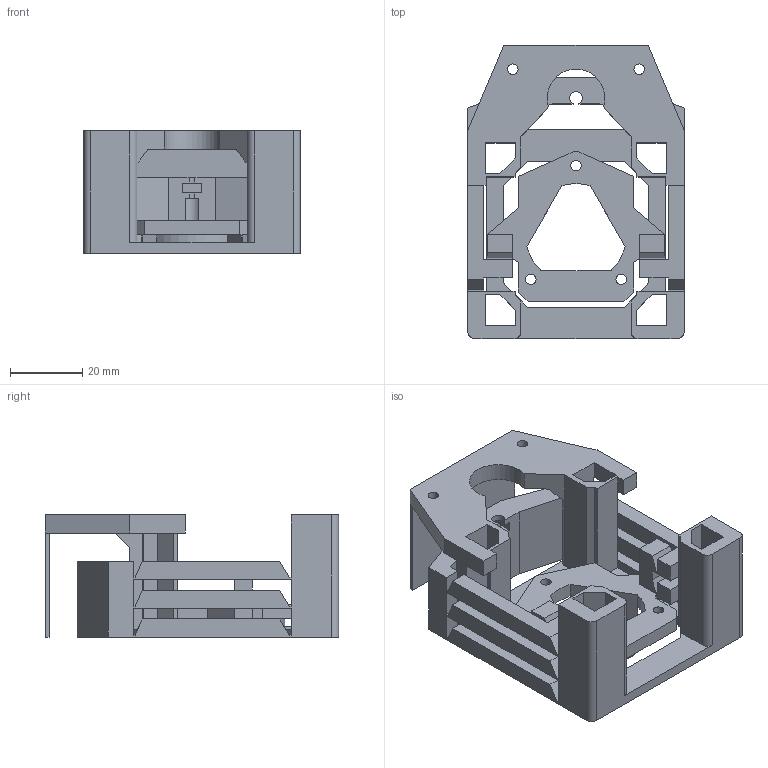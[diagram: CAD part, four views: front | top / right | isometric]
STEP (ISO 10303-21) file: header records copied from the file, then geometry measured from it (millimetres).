
FILE_DESCRIPTION(/* description */ (''),/* implementation_level */ '2;1');
FILE_NAME(/* name */ '20_Cube_Insert_Z-Focus_single_motorized_v3_olympus.ipt.step',/* time_stamp */ '2022-11-29T08:10:44+01:00',/* author */ ('diederichbenedict'),/* organization */ (''),/* preprocessor_version */ 'ST-DEVELOPER v18.1',/* originating_system */ 'Autodesk Inventor 2022',/* authorisation */ '');
FILE_SCHEMA (('AUTOMOTIVE_DESIGN { 1 0 10303 214 3 1 1 }'));
Length unit declared in the file: millimetre
Products named in the file (1): 20_Cube_Insert_Z-Focus_single_motorized_v3_olympus
Bounding box: 60 x 81.16 x 33.8 mm (x, y, z)
Volume: 41226.4 mm3; surface area: 31523 mm2
Topology: 1 solids, 1 shells, 241 faces, 746 edges, 490 vertices
Faces by surface type: plane 215, cylinder 24, cone 2
Full cylindrical faces by diameter (mm): 2.9 x6
Entity records: 8349 total; most frequent: CARTESIAN_POINT 1521, ORIENTED_EDGE 1492, DIRECTION 1278, EDGE_CURVE 746, LINE 694, VECTOR 694, VERTEX_POINT 490, AXIS2_PLACEMENT_3D 292
